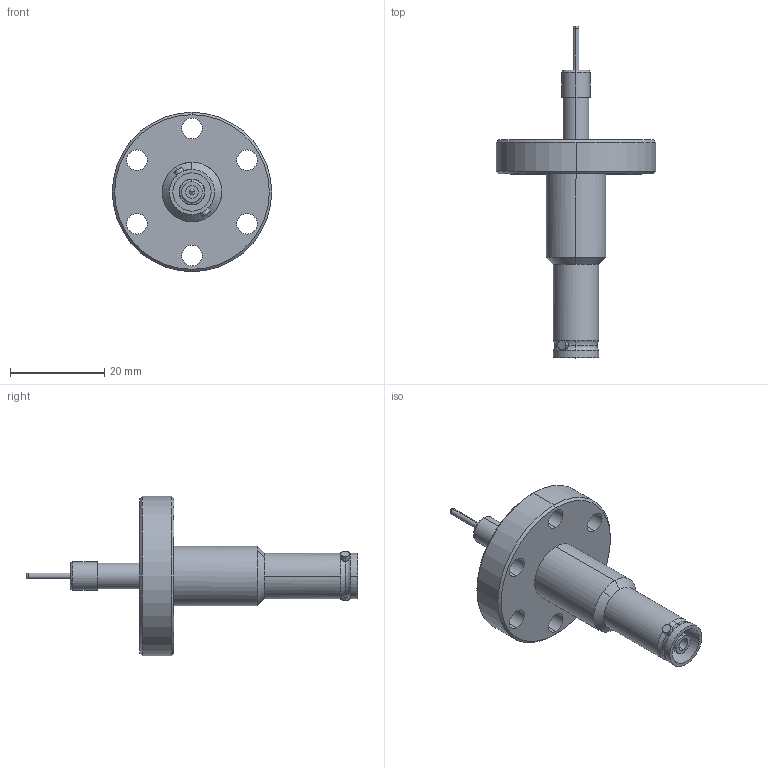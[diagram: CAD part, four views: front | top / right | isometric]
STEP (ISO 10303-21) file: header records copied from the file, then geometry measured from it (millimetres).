
FILE_DESCRIPTION (( 'STEP AP214' ), '1' );
FILE_NAME ('250-SHVE10-C16.STEP', '2016-09-02T11:47:18', ( 'allectra' ), ( 'Microsoft' ), 'SwSTEP 2.0', 'SolidWorks 2014', '' );
FILE_SCHEMA (( 'AUTOMOTIVE_DESIGN' ));
Length unit declared in the file: millimetre
Products named in the file (2): 250-SHVE10-C16
Bounding box: 33.78 x 70.38 x 33.78 mm (x, y, z)
Volume: 7678.2 mm3; surface area: 7333.4 mm2
Topology: 1 solids, 3 shells, 115 faces, 270 edges, 175 vertices
Faces by surface type: cylinder 60, plane 22, torus 18, cone 15
Entity records: 3811 total; most frequent: CARTESIAN_POINT 904, DIRECTION 643, ORIENTED_EDGE 540, AXIS2_PLACEMENT_3D 284, EDGE_CURVE 270, VERTEX_POINT 175, CIRCLE 167, EDGE_LOOP 145
